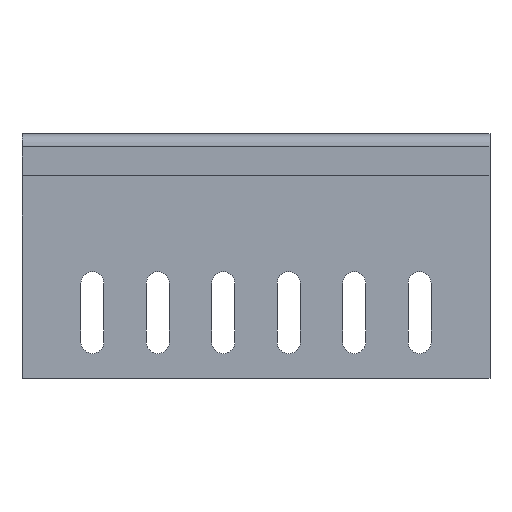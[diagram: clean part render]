
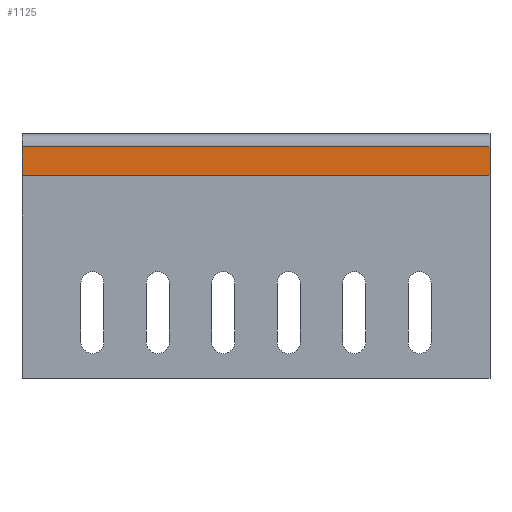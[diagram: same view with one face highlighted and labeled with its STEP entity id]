
A CAD part, top view. The second image highlights one B-rep face of the part: STEP entity #1125.
In plain terms, the highlighted planar face has unit normal (0, 0, 1).
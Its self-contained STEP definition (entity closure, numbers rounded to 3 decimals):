
#53 = FACE_OUTER_BOUND ( 'NONE', #389, .T. ) ;
#119 = VECTOR ( 'NONE', #495, 1000. ) ;
#122 = LINE ( 'NONE', #498, #119 ) ;
#202 = VECTOR ( 'NONE', #1012, 1000. ) ;
#206 = LINE ( 'NONE', #1053, #202 ) ;
#218 = VECTOR ( 'NONE', #1031, 1000. ) ;
#225 = LINE ( 'NONE', #1004, #218 ) ;
#230 = VECTOR ( 'NONE', #1000, 1000. ) ;
#234 = LINE ( 'NONE', #994, #230 ) ;
#304 = VERTEX_POINT ( 'NONE', #1175 ) ;
#306 = VERTEX_POINT ( 'NONE', #1173 ) ;
#313 = VERTEX_POINT ( 'NONE', #1145 ) ;
#327 = VERTEX_POINT ( 'NONE', #1187 ) ;
#389 = EDGE_LOOP ( 'NONE', ( #693, #789, #701, #790 ) ) ;
#495 = DIRECTION ( 'NONE',  ( 0., 1., 0. ) ) ;
#498 = CARTESIAN_POINT ( 'NONE',  ( -71.5, 62., 8. ) ) ;
#500 = DIRECTION ( 'NONE',  ( 1., 0., 0. ) ) ;
#501 = DIRECTION ( 'NONE',  ( 0., 0., -1. ) ) ;
#503 = PLANE ( 'NONE',  #983 ) ;
#507 = CARTESIAN_POINT ( 'NONE',  ( -71.5, 152., 8. ) ) ;
#693 = ORIENTED_EDGE ( 'NONE', *, *, #899, .F. ) ;
#701 = ORIENTED_EDGE ( 'NONE', *, *, #954, .F. ) ;
#789 = ORIENTED_EDGE ( 'NONE', *, *, #909, .T. ) ;
#790 = ORIENTED_EDGE ( 'NONE', *, *, #893, .F. ) ;
#893 = EDGE_CURVE ( 'NONE', #306, #304, #234, .T. ) ;
#899 = EDGE_CURVE ( 'NONE', #327, #306, #225, .T. ) ;
#909 = EDGE_CURVE ( 'NONE', #327, #313, #206, .T. ) ;
#954 = EDGE_CURVE ( 'NONE', #304, #313, #122, .T. ) ;
#983 = AXIS2_PLACEMENT_3D ( 'NONE', #507, #501, #500 ) ;
#994 = CARTESIAN_POINT ( 'NONE',  ( -71.5, 62., 8. ) ) ;
#1000 = DIRECTION ( 'NONE',  ( -1., 0., 0. ) ) ;
#1004 = CARTESIAN_POINT ( 'NONE',  ( 71.5, 62., 8. ) ) ;
#1012 = DIRECTION ( 'NONE',  ( -1., 0., 0. ) ) ;
#1031 = DIRECTION ( 'NONE',  ( 0., -1., 0. ) ) ;
#1053 = CARTESIAN_POINT ( 'NONE',  ( -71.5, 70.659, 8. ) ) ;
#1125 = ADVANCED_FACE ( 'NONE', ( #53 ), #503, .F. ) ;
#1145 = CARTESIAN_POINT ( 'NONE',  ( -71.5, 70.659, 8. ) ) ;
#1173 = CARTESIAN_POINT ( 'NONE',  ( 71.5, 62., 8. ) ) ;
#1175 = CARTESIAN_POINT ( 'NONE',  ( -71.5, 62., 8. ) ) ;
#1187 = CARTESIAN_POINT ( 'NONE',  ( 71.5, 70.659, 8. ) ) ;
